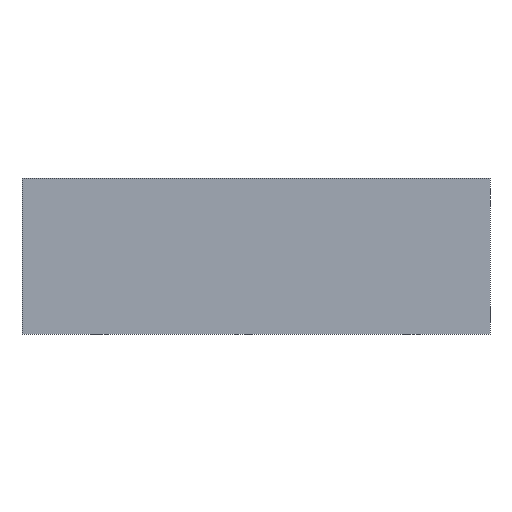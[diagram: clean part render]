
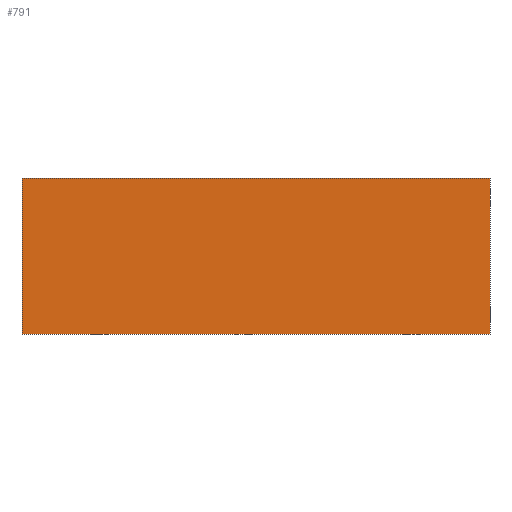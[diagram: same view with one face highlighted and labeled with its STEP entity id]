
A CAD part, left-side view. The second image highlights one B-rep face of the part: STEP entity #791.
In plain terms, the highlighted planar face has unit normal (-1, 0, 0).
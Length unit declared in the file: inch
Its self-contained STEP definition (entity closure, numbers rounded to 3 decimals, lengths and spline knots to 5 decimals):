
#53=PLANE('',#888);
#107=FACE_OUTER_BOUND('',#167,.T.);
#167=EDGE_LOOP('',(#703,#704,#705,#706));
#226=LINE('',#1333,#298);
#229=LINE('',#1338,#301);
#231=LINE('',#1342,#303);
#233=LINE('',#1345,#305);
#298=VECTOR('',#1093,0.3937);
#301=VECTOR('',#1098,0.3937);
#303=VECTOR('',#1102,0.3937);
#305=VECTOR('',#1106,0.3937);
#404=VERTEX_POINT('',#1331);
#405=VERTEX_POINT('',#1332);
#406=VERTEX_POINT('',#1337);
#407=VERTEX_POINT('',#1341);
#501=EDGE_CURVE('',#404,#405,#226,.T.);
#504=EDGE_CURVE('',#405,#406,#229,.T.);
#506=EDGE_CURVE('',#406,#407,#231,.T.);
#508=EDGE_CURVE('',#407,#404,#233,.T.);
#703=ORIENTED_EDGE('',*,*,#508,.T.);
#704=ORIENTED_EDGE('',*,*,#501,.T.);
#705=ORIENTED_EDGE('',*,*,#504,.T.);
#706=ORIENTED_EDGE('',*,*,#506,.T.);
#791=ADVANCED_FACE('',(#107),#53,.F.);
#888=AXIS2_PLACEMENT_3D('',#1346,#1107,#1108);
#1093=DIRECTION('',(0.,0.,-1.));
#1098=DIRECTION('',(0.,-1.,0.));
#1102=DIRECTION('',(0.,0.,1.));
#1106=DIRECTION('',(0.,1.,0.));
#1107=DIRECTION('center_axis',(1.,0.,0.));
#1108=DIRECTION('ref_axis',(0.,1.,0.));
#1331=CARTESIAN_POINT('',(0.,3.,1.));
#1332=CARTESIAN_POINT('',(0.,3.,-1.));
#1333=CARTESIAN_POINT('',(0.,3.,1.));
#1337=CARTESIAN_POINT('',(0.,-3.,-1.));
#1338=CARTESIAN_POINT('',(0.,3.,-1.));
#1341=CARTESIAN_POINT('',(0.,-3.,1.));
#1342=CARTESIAN_POINT('',(0.,-3.,-1.));
#1345=CARTESIAN_POINT('',(0.,-3.,1.));
#1346=CARTESIAN_POINT('Origin',(0.,0.,0.));
